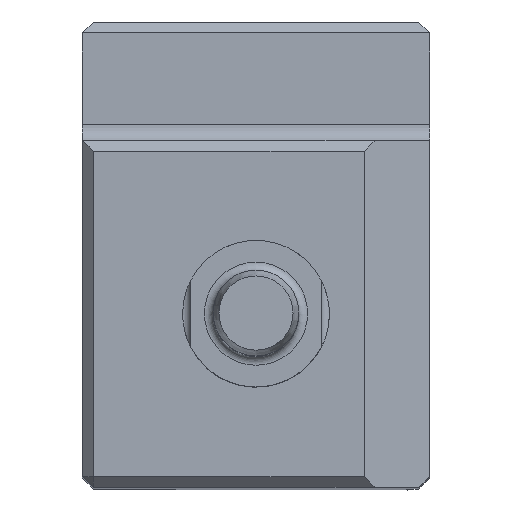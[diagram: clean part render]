
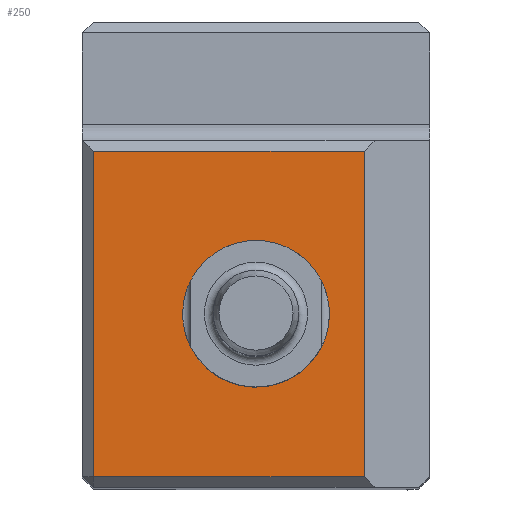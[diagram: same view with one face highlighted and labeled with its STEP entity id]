
A CAD part, top view. The second image highlights one B-rep face of the part: STEP entity #250.
In plain terms, the highlighted planar face has unit normal (0, 0, 1).
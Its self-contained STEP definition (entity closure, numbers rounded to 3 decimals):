
#204=CIRCLE('',#1547,3.375);
#250=ADVANCED_FACE('',(#371,#372),#329,.F.);
#329=PLANE('',#1548);
#371=FACE_BOUND('',#422,.T.);
#372=FACE_BOUND('',#423,.T.);
#422=EDGE_LOOP('',(#647));
#423=EDGE_LOOP('',(#648,#649,#650,#651));
#647=ORIENTED_EDGE('',*,*,#1124,.F.);
#648=ORIENTED_EDGE('',*,*,#1125,.T.);
#649=ORIENTED_EDGE('',*,*,#1126,.T.);
#650=ORIENTED_EDGE('',*,*,#1127,.T.);
#651=ORIENTED_EDGE('',*,*,#1128,.T.);
#985=VERTEX_POINT('',#2293);
#986=VERTEX_POINT('',#2295);
#987=VERTEX_POINT('',#2296);
#988=VERTEX_POINT('',#2298);
#989=VERTEX_POINT('',#2300);
#1124=EDGE_CURVE('',#985,#985,#204,.T.);
#1125=EDGE_CURVE('',#986,#987,#1278,.T.);
#1126=EDGE_CURVE('',#987,#988,#1279,.T.);
#1127=EDGE_CURVE('',#988,#989,#1280,.T.);
#1128=EDGE_CURVE('',#989,#986,#1281,.T.);
#1278=LINE('',#2294,#1389);
#1279=LINE('',#2297,#1390);
#1280=LINE('',#2299,#1391);
#1281=LINE('',#2301,#1392);
#1389=VECTOR('',#1801,1.);
#1390=VECTOR('',#1802,1.);
#1391=VECTOR('',#1803,1.);
#1392=VECTOR('',#1804,1.);
#1547=AXIS2_PLACEMENT_3D('',#2292,#1799,#1800);
#1548=AXIS2_PLACEMENT_3D('',#2302,#1805,#1806);
#1799=DIRECTION('',(0.,0.,1.));
#1800=DIRECTION('',(-1.,0.,0.));
#1801=DIRECTION('',(1.,0.,0.));
#1802=DIRECTION('',(0.,1.,0.));
#1803=DIRECTION('',(-1.,0.,0.));
#1804=DIRECTION('',(0.,-1.,0.));
#1805=DIRECTION('',(0.,0.,-1.));
#1806=DIRECTION('',(1.,0.,0.));
#2292=CARTESIAN_POINT('',(-7.988,7.988,0.));
#2293=CARTESIAN_POINT('',(-11.363,7.988,0.));
#2294=CARTESIAN_POINT('',(0.,0.5,0.));
#2295=CARTESIAN_POINT('',(-15.475,0.5,0.));
#2296=CARTESIAN_POINT('',(-3.,0.5,0.));
#2297=CARTESIAN_POINT('',(-3.,21.5,0.));
#2298=CARTESIAN_POINT('',(-3.,15.475,0.));
#2299=CARTESIAN_POINT('',(0.,15.475,0.));
#2300=CARTESIAN_POINT('',(-15.475,15.475,0.));
#2301=CARTESIAN_POINT('',(-15.475,21.5,0.));
#2302=CARTESIAN_POINT('',(0.,21.5,0.));
